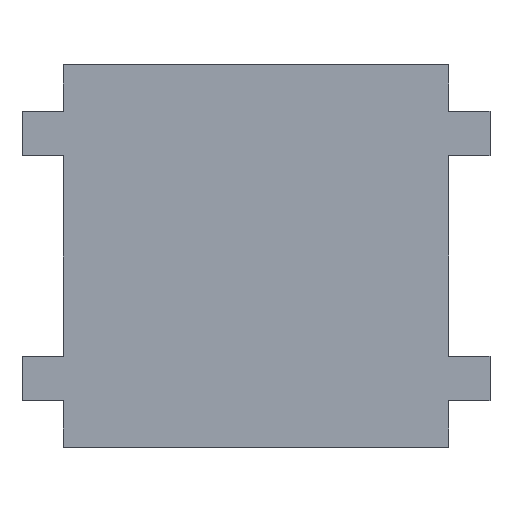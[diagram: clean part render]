
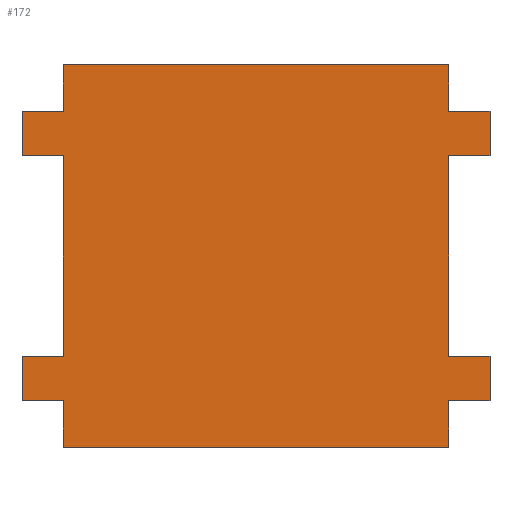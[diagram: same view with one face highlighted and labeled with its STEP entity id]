
A CAD part, front view. The second image highlights one B-rep face of the part: STEP entity #172.
In plain terms, the highlighted planar face has unit normal (0, -1, 0).
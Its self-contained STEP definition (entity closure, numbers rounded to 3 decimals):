
#19 = ORIENTED_EDGE ( 'NONE', *, *, #102, .F. ) ;
#21 = DIRECTION ( 'NONE',  ( 0., 0., 1. ) ) ;
#31 = FACE_OUTER_BOUND ( 'NONE', #463, .T. ) ;
#35 = CARTESIAN_POINT ( 'NONE',  ( -1.73, 0., 1.3 ) ) ;
#42 = CARTESIAN_POINT ( 'NONE',  ( 2.1, 0., -1.3 ) ) ;
#70 = CARTESIAN_POINT ( 'NONE',  ( 0., 0., 0.9 ) ) ;
#80 = CARTESIAN_POINT ( 'NONE',  ( -2.1, 0., 0. ) ) ;
#87 = VERTEX_POINT ( 'NONE', #439 ) ;
#94 = VERTEX_POINT ( 'NONE', #282 ) ;
#95 = DIRECTION ( 'NONE',  ( -1., 0., 0. ) ) ;
#96 = LINE ( 'NONE', #315, #628 ) ;
#101 = CARTESIAN_POINT ( 'NONE',  ( 0., 0., -0.9 ) ) ;
#102 = EDGE_CURVE ( 'NONE', #468, #791, #138, .T. ) ;
#105 = ORIENTED_EDGE ( 'NONE', *, *, #268, .F. ) ;
#106 = CARTESIAN_POINT ( 'NONE',  ( 2.1, 0., -1.3 ) ) ;
#107 = CARTESIAN_POINT ( 'NONE',  ( 1.73, 0., 0.9 ) ) ;
#117 = CARTESIAN_POINT ( 'NONE',  ( -2.1, 0., 0. ) ) ;
#118 = VECTOR ( 'NONE', #693, 1000. ) ;
#121 = DIRECTION ( 'NONE',  ( 0., 0., -1. ) ) ;
#124 = VECTOR ( 'NONE', #887, 1000. ) ;
#135 = VECTOR ( 'NONE', #772, 1000. ) ;
#138 = LINE ( 'NONE', #871, #145 ) ;
#145 = VECTOR ( 'NONE', #214, 1000. ) ;
#160 = ORIENTED_EDGE ( 'NONE', *, *, #371, .T. ) ;
#172 = ADVANCED_FACE ( 'NONE', ( #31 ), #543, .F. ) ;
#184 = EDGE_CURVE ( 'NONE', #764, #384, #822, .T. ) ;
#196 = LINE ( 'NONE', #781, #910 ) ;
#207 = ORIENTED_EDGE ( 'NONE', *, *, #531, .T. ) ;
#209 = VECTOR ( 'NONE', #777, 1000. ) ;
#212 = VERTEX_POINT ( 'NONE', #107 ) ;
#214 = DIRECTION ( 'NONE',  ( 1., 0., 0. ) ) ;
#216 = VECTOR ( 'NONE', #292, 1000. ) ;
#218 = VERTEX_POINT ( 'NONE', #399 ) ;
#219 = DIRECTION ( 'NONE',  ( 0., 0., 1. ) ) ;
#223 = ORIENTED_EDGE ( 'NONE', *, *, #184, .T. ) ;
#225 = LINE ( 'NONE', #70, #802 ) ;
#232 = VERTEX_POINT ( 'NONE', #611 ) ;
#234 = DIRECTION ( 'NONE',  ( 0., 1., 0. ) ) ;
#238 = ORIENTED_EDGE ( 'NONE', *, *, #686, .T. ) ;
#239 = EDGE_CURVE ( 'NONE', #434, #310, #816, .T. ) ;
#240 = ORIENTED_EDGE ( 'NONE', *, *, #733, .F. ) ;
#254 = CARTESIAN_POINT ( 'NONE',  ( 1.73, 0., 1.3 ) ) ;
#258 = DIRECTION ( 'NONE',  ( 0., 0., -1. ) ) ;
#262 = CARTESIAN_POINT ( 'NONE',  ( -1.73, 0., 0. ) ) ;
#266 = LINE ( 'NONE', #42, #483 ) ;
#268 = EDGE_CURVE ( 'NONE', #87, #232, #196, .T. ) ;
#269 = CARTESIAN_POINT ( 'NONE',  ( -2.1, 0., -0.9 ) ) ;
#282 = CARTESIAN_POINT ( 'NONE',  ( -1.73, 0., -1.715 ) ) ;
#286 = ORIENTED_EDGE ( 'NONE', *, *, #425, .T. ) ;
#291 = ORIENTED_EDGE ( 'NONE', *, *, #663, .F. ) ;
#292 = DIRECTION ( 'NONE',  ( -1., 0., 0. ) ) ;
#299 = LINE ( 'NONE', #583, #423 ) ;
#310 = VERTEX_POINT ( 'NONE', #851 ) ;
#315 = CARTESIAN_POINT ( 'NONE',  ( 0., 0., -1.3 ) ) ;
#333 = LINE ( 'NONE', #117, #118 ) ;
#348 = DIRECTION ( 'NONE',  ( 1., 0., 0. ) ) ;
#350 = VECTOR ( 'NONE', #258, 1000. ) ;
#357 = DIRECTION ( 'NONE',  ( 1., 0., 0. ) ) ;
#359 = VERTEX_POINT ( 'NONE', #706 ) ;
#363 = CARTESIAN_POINT ( 'NONE',  ( 1.73, 0., 0. ) ) ;
#371 = EDGE_CURVE ( 'NONE', #870, #764, #835, .T. ) ;
#373 = VERTEX_POINT ( 'NONE', #106 ) ;
#378 = VERTEX_POINT ( 'NONE', #35 ) ;
#380 = ORIENTED_EDGE ( 'NONE', *, *, #426, .F. ) ;
#384 = VERTEX_POINT ( 'NONE', #269 ) ;
#391 = ORIENTED_EDGE ( 'NONE', *, *, #526, .F. ) ;
#395 = VERTEX_POINT ( 'NONE', #398 ) ;
#398 = CARTESIAN_POINT ( 'NONE',  ( -2.1, 0., 1.3 ) ) ;
#399 = CARTESIAN_POINT ( 'NONE',  ( -1.73, 0., -1.3 ) ) ;
#415 = EDGE_CURVE ( 'NONE', #218, #94, #638, .T. ) ;
#416 = LINE ( 'NONE', #774, #507 ) ;
#421 = CARTESIAN_POINT ( 'NONE',  ( 2.1, 0., -0.9 ) ) ;
#423 = VECTOR ( 'NONE', #723, 1000. ) ;
#424 = DIRECTION ( 'NONE',  ( 1., 0., 0. ) ) ;
#425 = EDGE_CURVE ( 'NONE', #689, #791, #634, .T. ) ;
#426 = EDGE_CURVE ( 'NONE', #212, #806, #623, .T. ) ;
#434 = VERTEX_POINT ( 'NONE', #920 ) ;
#436 = EDGE_CURVE ( 'NONE', #87, #378, #765, .T. ) ;
#438 = EDGE_CURVE ( 'NONE', #434, #373, #416, .T. ) ;
#439 = CARTESIAN_POINT ( 'NONE',  ( -1.73, 0., 1.715 ) ) ;
#440 = ORIENTED_EDGE ( 'NONE', *, *, #239, .F. ) ;
#442 = AXIS2_PLACEMENT_3D ( 'NONE', #752, #234, #21 ) ;
#443 = EDGE_CURVE ( 'NONE', #373, #524, #266, .T. ) ;
#456 = ORIENTED_EDGE ( 'NONE', *, *, #415, .T. ) ;
#463 = EDGE_LOOP ( 'NONE', ( #105, #808, #833, #734, #240, #160, #223, #291, #690, #456, #238, #440, #748, #818, #391, #380, #207, #286, #19, #744 ) ) ;
#468 = VERTEX_POINT ( 'NONE', #254 ) ;
#469 = CARTESIAN_POINT ( 'NONE',  ( 1.73, 0., 0. ) ) ;
#479 = CARTESIAN_POINT ( 'NONE',  ( 1.73, 0., 0. ) ) ;
#483 = VECTOR ( 'NONE', #760, 1000. ) ;
#489 = DIRECTION ( 'NONE',  ( 0., 0., 1. ) ) ;
#490 = LINE ( 'NONE', #787, #678 ) ;
#507 = VECTOR ( 'NONE', #560, 1000. ) ;
#524 = VERTEX_POINT ( 'NONE', #421 ) ;
#526 = EDGE_CURVE ( 'NONE', #806, #524, #490, .T. ) ;
#531 = EDGE_CURVE ( 'NONE', #212, #689, #639, .T. ) ;
#543 = PLANE ( 'NONE',  #442 ) ;
#544 = DIRECTION ( 'NONE',  ( -1., 0., 0. ) ) ;
#560 = DIRECTION ( 'NONE',  ( 1., 0., 0. ) ) ;
#562 = VECTOR ( 'NONE', #489, 1000. ) ;
#583 = CARTESIAN_POINT ( 'NONE',  ( 0., 0., -1.715 ) ) ;
#590 = VECTOR ( 'NONE', #219, 1000. ) ;
#592 = CARTESIAN_POINT ( 'NONE',  ( 1.73, 0., -0.9 ) ) ;
#611 = CARTESIAN_POINT ( 'NONE',  ( 1.73, 0., 1.715 ) ) ;
#612 = CARTESIAN_POINT ( 'NONE',  ( 2.1, 0., 1.3 ) ) ;
#623 = LINE ( 'NONE', #479, #209 ) ;
#628 = VECTOR ( 'NONE', #544, 1000. ) ;
#634 = LINE ( 'NONE', #913, #562 ) ;
#638 = LINE ( 'NONE', #262, #350 ) ;
#639 = LINE ( 'NONE', #718, #754 ) ;
#651 = CARTESIAN_POINT ( 'NONE',  ( -2.1, 0., 0.9 ) ) ;
#654 = DIRECTION ( 'NONE',  ( 0., 0., -1. ) ) ;
#659 = DIRECTION ( 'NONE',  ( -1., 0., 0. ) ) ;
#663 = EDGE_CURVE ( 'NONE', #359, #384, #869, .T. ) ;
#677 = VERTEX_POINT ( 'NONE', #651 ) ;
#678 = VECTOR ( 'NONE', #348, 1000. ) ;
#681 = EDGE_CURVE ( 'NONE', #378, #395, #809, .T. ) ;
#686 = EDGE_CURVE ( 'NONE', #94, #310, #299, .T. ) ;
#689 = VERTEX_POINT ( 'NONE', #881 ) ;
#690 = ORIENTED_EDGE ( 'NONE', *, *, #852, .F. ) ;
#693 = DIRECTION ( 'NONE',  ( 0., 0., 1. ) ) ;
#699 = EDGE_CURVE ( 'NONE', #232, #468, #874, .T. ) ;
#701 = CARTESIAN_POINT ( 'NONE',  ( -1.73, 0., 0. ) ) ;
#706 = CARTESIAN_POINT ( 'NONE',  ( -2.1, 0., -1.3 ) ) ;
#718 = CARTESIAN_POINT ( 'NONE',  ( 0., 0., 0.9 ) ) ;
#723 = DIRECTION ( 'NONE',  ( 1., 0., 0. ) ) ;
#733 = EDGE_CURVE ( 'NONE', #870, #677, #225, .T. ) ;
#734 = ORIENTED_EDGE ( 'NONE', *, *, #939, .F. ) ;
#739 = CARTESIAN_POINT ( 'NONE',  ( -1.73, 0., -0.9 ) ) ;
#744 = ORIENTED_EDGE ( 'NONE', *, *, #699, .F. ) ;
#748 = ORIENTED_EDGE ( 'NONE', *, *, #438, .T. ) ;
#752 = CARTESIAN_POINT ( 'NONE',  ( 0., 0., 0. ) ) ;
#754 = VECTOR ( 'NONE', #424, 1000. ) ;
#760 = DIRECTION ( 'NONE',  ( 0., 0., 1. ) ) ;
#762 = VECTOR ( 'NONE', #654, 1000. ) ;
#764 = VERTEX_POINT ( 'NONE', #739 ) ;
#765 = LINE ( 'NONE', #701, #844 ) ;
#772 = DIRECTION ( 'NONE',  ( 0., 0., -1. ) ) ;
#774 = CARTESIAN_POINT ( 'NONE',  ( 1.73, 0., -1.3 ) ) ;
#777 = DIRECTION ( 'NONE',  ( 0., 0., -1. ) ) ;
#781 = CARTESIAN_POINT ( 'NONE',  ( 0., 0., 1.715 ) ) ;
#787 = CARTESIAN_POINT ( 'NONE',  ( 1.73, 0., -0.9 ) ) ;
#791 = VERTEX_POINT ( 'NONE', #612 ) ;
#802 = VECTOR ( 'NONE', #659, 1000. ) ;
#806 = VERTEX_POINT ( 'NONE', #592 ) ;
#807 = VECTOR ( 'NONE', #95, 1000. ) ;
#808 = ORIENTED_EDGE ( 'NONE', *, *, #436, .T. ) ;
#809 = LINE ( 'NONE', #940, #216 ) ;
#816 = LINE ( 'NONE', #469, #124 ) ;
#818 = ORIENTED_EDGE ( 'NONE', *, *, #443, .T. ) ;
#822 = LINE ( 'NONE', #101, #807 ) ;
#833 = ORIENTED_EDGE ( 'NONE', *, *, #681, .T. ) ;
#835 = LINE ( 'NONE', #848, #135 ) ;
#844 = VECTOR ( 'NONE', #121, 1000. ) ;
#848 = CARTESIAN_POINT ( 'NONE',  ( -1.73, 0., 0. ) ) ;
#851 = CARTESIAN_POINT ( 'NONE',  ( 1.73, 0., -1.715 ) ) ;
#852 = EDGE_CURVE ( 'NONE', #218, #359, #96, .T. ) ;
#869 = LINE ( 'NONE', #80, #590 ) ;
#870 = VERTEX_POINT ( 'NONE', #914 ) ;
#871 = CARTESIAN_POINT ( 'NONE',  ( 0., 0., 1.3 ) ) ;
#874 = LINE ( 'NONE', #363, #762 ) ;
#881 = CARTESIAN_POINT ( 'NONE',  ( 2.1, 0., 0.9 ) ) ;
#887 = DIRECTION ( 'NONE',  ( 0., 0., -1. ) ) ;
#910 = VECTOR ( 'NONE', #357, 1000. ) ;
#913 = CARTESIAN_POINT ( 'NONE',  ( 2.1, 0., 0. ) ) ;
#914 = CARTESIAN_POINT ( 'NONE',  ( -1.73, 0., 0.9 ) ) ;
#920 = CARTESIAN_POINT ( 'NONE',  ( 1.73, 0., -1.3 ) ) ;
#939 = EDGE_CURVE ( 'NONE', #677, #395, #333, .T. ) ;
#940 = CARTESIAN_POINT ( 'NONE',  ( 0., 0., 1.3 ) ) ;
